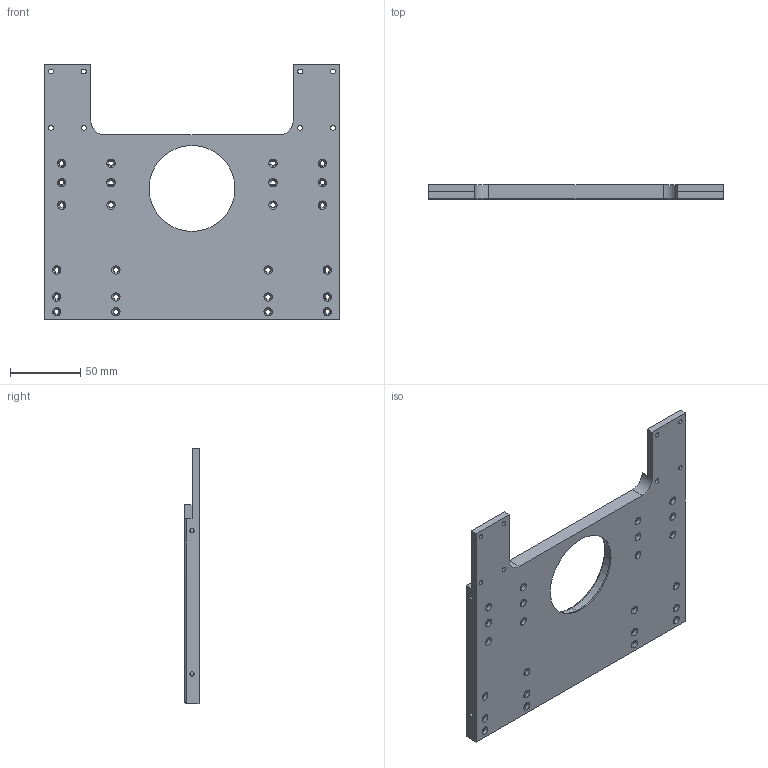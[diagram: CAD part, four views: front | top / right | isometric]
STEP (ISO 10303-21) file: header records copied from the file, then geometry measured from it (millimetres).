
FILE_DESCRIPTION (( 'STEP AP203' ), '1' );
FILE_NAME ('01b_Baseplate_part2°_universal.step', '2021-01-10T11:56:33', ( '' ), ( '' ), 'SwSTEP 2.0', 'SolidWorks 2020', '' );
FILE_SCHEMA (( 'CONFIG_CONTROL_DESIGN' ));
Length unit declared in the file: millimetre
Products named in the file (1): 01b_Baseplate_part2°_universal
Bounding box: 210 x 10 x 181 mm (x, y, z)
Volume: 252768.7 mm3; surface area: 69191.8 mm2
Topology: 1 solids, 1 shells, 282 faces, 641 edges, 394 vertices
Faces by surface type: cylinder 137, cone 94, plane 49, torus 2
Entity records: 8182 total; most frequent: DIRECTION 1573, CARTESIAN_POINT 1324, ORIENTED_EDGE 1282, AXIS2_PLACEMENT_3D 651, EDGE_CURVE 641, VERTEX_POINT 394, EDGE_LOOP 381, CIRCLE 368
